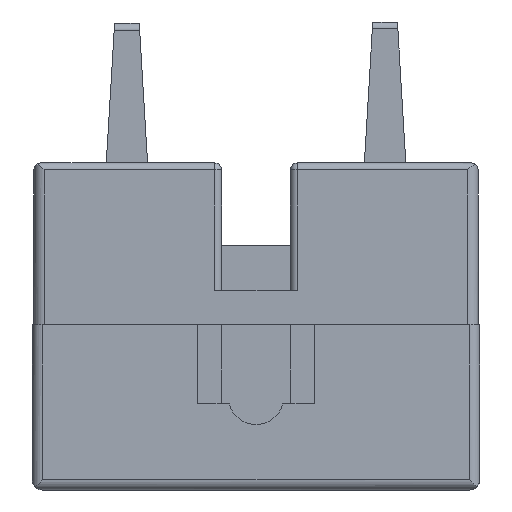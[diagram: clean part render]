
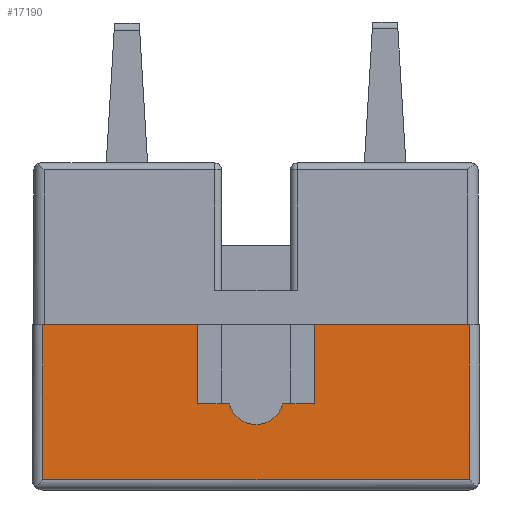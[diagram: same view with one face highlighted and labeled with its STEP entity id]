
A CAD part, left-side view. The second image highlights one B-rep face of the part: STEP entity #17190.
In plain terms, the highlighted planar face has unit normal (-1, 0, 0).
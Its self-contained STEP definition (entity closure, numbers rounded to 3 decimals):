
#337=FACE_OUTER_BOUND('',#1354,.T.);
#1354=EDGE_LOOP('',(#11335,#11336,#11337,#11338,#11339,#11340,#11341,#11342,
#11343,#11344));
#2407=CIRCLE('',#18220,0.8);
#2853=LINE('',#24839,#5032);
#2855=LINE('',#24843,#5034);
#2856=LINE('',#24845,#5035);
#2857=LINE('',#24847,#5036);
#2858=LINE('',#24849,#5037);
#2859=LINE('',#24851,#5038);
#2860=LINE('',#24853,#5039);
#2861=LINE('',#24857,#5040);
#2862=LINE('',#24858,#5041);
#5032=VECTOR('',#19768,4.5);
#5034=VECTOR('',#19772,4.5);
#5035=VECTOR('',#19773,12.4);
#5036=VECTOR('',#19774,4.5);
#5037=VECTOR('',#19775,4.5);
#5038=VECTOR('',#19776,2.3);
#5039=VECTOR('',#19777,0.925);
#5040=VECTOR('',#19780,0.925);
#5041=VECTOR('',#19781,2.3);
#7217=VERTEX_POINT('',#24836);
#7218=VERTEX_POINT('',#24838);
#7219=VERTEX_POINT('',#24842);
#7220=VERTEX_POINT('',#24844);
#7221=VERTEX_POINT('',#24846);
#7222=VERTEX_POINT('',#24848);
#7223=VERTEX_POINT('',#24850);
#7224=VERTEX_POINT('',#24852);
#7225=VERTEX_POINT('',#24854);
#7226=VERTEX_POINT('',#24856);
#8757=EDGE_CURVE('',#7218,#7217,#2853,.T.);
#8759=EDGE_CURVE('',#7217,#7219,#2855,.T.);
#8760=EDGE_CURVE('',#7219,#7220,#2856,.T.);
#8761=EDGE_CURVE('',#7220,#7221,#2857,.T.);
#8762=EDGE_CURVE('',#7221,#7222,#2858,.T.);
#8763=EDGE_CURVE('',#7223,#7222,#2859,.T.);
#8764=EDGE_CURVE('',#7224,#7223,#2860,.T.);
#8765=EDGE_CURVE('',#7225,#7224,#2407,.T.);
#8766=EDGE_CURVE('',#7225,#7226,#2861,.T.);
#8767=EDGE_CURVE('',#7226,#7218,#2862,.T.);
#11335=ORIENTED_EDGE('',*,*,#8757,.T.);
#11336=ORIENTED_EDGE('',*,*,#8759,.T.);
#11337=ORIENTED_EDGE('',*,*,#8760,.T.);
#11338=ORIENTED_EDGE('',*,*,#8761,.T.);
#11339=ORIENTED_EDGE('',*,*,#8762,.T.);
#11340=ORIENTED_EDGE('',*,*,#8763,.F.);
#11341=ORIENTED_EDGE('',*,*,#8764,.F.);
#11342=ORIENTED_EDGE('',*,*,#8765,.F.);
#11343=ORIENTED_EDGE('',*,*,#8766,.T.);
#11344=ORIENTED_EDGE('',*,*,#8767,.T.);
#16374=PLANE('',#18219);
#17190=ADVANCED_FACE('',(#337),#16374,.T.);
#18219=AXIS2_PLACEMENT_3D('',#24841,#19770,#19771);
#18220=AXIS2_PLACEMENT_3D('',#24855,#19778,#19779);
#19768=DIRECTION('',(0.,1.,0.));
#19770=DIRECTION('center_axis',(-1.,0.,0.));
#19771=DIRECTION('ref_axis',(0.,0.,-1.));
#19772=DIRECTION('',(0.,0.,-1.));
#19773=DIRECTION('',(0.,-1.,0.));
#19774=DIRECTION('',(0.,0.,1.));
#19775=DIRECTION('',(0.,1.,0.));
#19776=DIRECTION('',(0.,0.,1.));
#19777=DIRECTION('',(0.,-1.,0.));
#19778=DIRECTION('center_axis',(-1.,0.,0.));
#19779=DIRECTION('ref_axis',(0.,0.,1.));
#19780=DIRECTION('',(0.,1.,0.));
#19781=DIRECTION('',(0.,0.,1.));
#24836=CARTESIAN_POINT('',(-0.05,12.65,4.7));
#24838=CARTESIAN_POINT('',(-0.05,8.15,4.7));
#24839=CARTESIAN_POINT('',(-0.05,6.45,4.7));
#24841=CARTESIAN_POINT('Origin',(-0.05,6.45,0.));
#24842=CARTESIAN_POINT('',(-0.05,12.65,0.2));
#24843=CARTESIAN_POINT('',(-0.05,12.65,0.));
#24844=CARTESIAN_POINT('',(-0.05,0.25,0.2));
#24845=CARTESIAN_POINT('',(-0.05,6.45,0.2));
#24846=CARTESIAN_POINT('',(-0.05,0.25,4.7));
#24847=CARTESIAN_POINT('',(-0.05,0.25,0.));
#24848=CARTESIAN_POINT('',(-0.05,4.75,4.7));
#24849=CARTESIAN_POINT('',(-0.05,6.45,4.7));
#24850=CARTESIAN_POINT('',(-0.05,4.75,2.4));
#24851=CARTESIAN_POINT('',(-0.05,4.75,0.));
#24852=CARTESIAN_POINT('',(-0.05,5.675,2.4));
#24853=CARTESIAN_POINT('',(-0.05,6.45,2.4));
#24854=CARTESIAN_POINT('',(-0.05,7.225,2.4));
#24855=CARTESIAN_POINT('Origin',(-0.05,6.45,2.6));
#24856=CARTESIAN_POINT('',(-0.05,8.15,2.4));
#24857=CARTESIAN_POINT('',(-0.05,6.45,2.4));
#24858=CARTESIAN_POINT('',(-0.05,8.15,0.));
